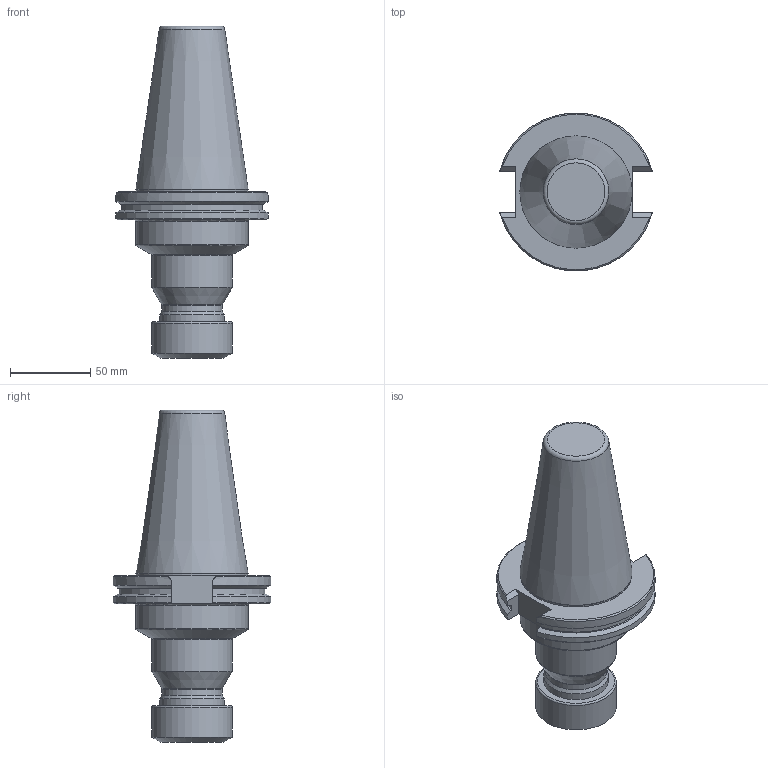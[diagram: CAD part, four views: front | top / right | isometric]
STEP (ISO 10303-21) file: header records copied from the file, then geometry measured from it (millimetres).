
FILE_DESCRIPTION(/* description */ (''),/* implementation_level */ '2;1');
FILE_NAME(/* name */ '1717594056330.stp',/* time_stamp */ '2024-06-05T15:27:40+02:00',/* author */ (''),/* organization */ ('SMS'),/* preprocessor_version */ 'ST-DEVELOPER v16.7',/* originating_system */ 'SIEMENS PLM Software NX 12.0',/* authorisation */ '');
FILE_SCHEMA (('AUTOMOTIVE_DESIGN { 1 0 10303 214 3 1 1 1 }'));
Length unit declared in the file: millimetre
Products named in the file (1): 205291036mod000_00
Bounding box: 94.96 x 98.05 x 206.6 mm (x, y, z)
Volume: 559856.2 mm3; surface area: 50087.5 mm2
Topology: 1 solids, 1 shells, 52 faces, 136 edges, 91 vertices
Faces by surface type: plane 19, cone 14, cylinder 12, torus 7
Full cylindrical faces by diameter (mm): 37.5 x1, 40 x1, 50 x2, 69.25 x1, 69.85 x1
Entity records: 1514 total; most frequent: CARTESIAN_POINT 299, DIRECTION 249, ORIENTED_EDGE 216, EDGE_CURVE 108, AXIS2_PLACEMENT_3D 102, VERTEX_POINT 79, EDGE_LOOP 73, ADVANCED_FACE 52
